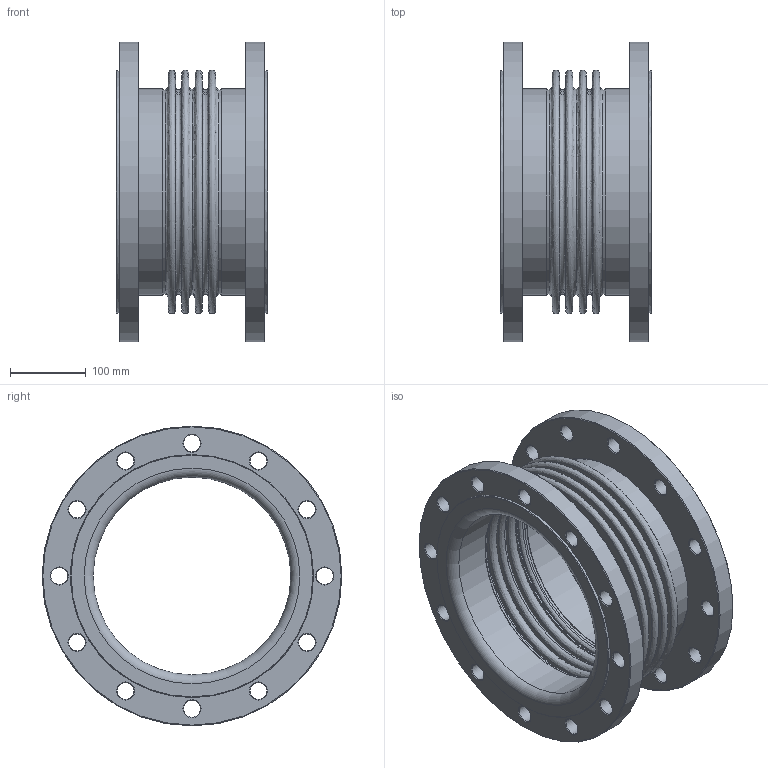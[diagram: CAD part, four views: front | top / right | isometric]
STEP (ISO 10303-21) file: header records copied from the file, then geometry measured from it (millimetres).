
FILE_DESCRIPTION(('HOOPS Exchange Step'),'2;1');
FILE_NAME('KP0500_DN250.stp','2025-11-03T14:16:04+01:00',('nieru'),('Unknown organisation'),'HOOPS Exchange 2024.2','HOOPS Exchange','Unknown authorisation');
FILE_SCHEMA( ('AP203_CONFIGURATION_CONTROLLED_3D_DESIGN_OF_MECHANICAL_PARTS_AND_ASSEMBLIES_MIM_LF') );
Length unit declared in the file: millimetre
Products named in the file (2): 0; root
Assembly tree (1 placements, depth 2):
  root
    0
Bounding box: 200 x 395 x 395 mm (x, y, z)
Volume: 2983887.8 mm3; surface area: 1114316.3 mm2
Topology: 2 solids, 4 shells, 148 faces, 404 edges, 284 vertices
Faces by surface type: cone 58, cylinder 40, plane 28, bspline 18, torus 4
Full cylindrical faces by diameter (mm): 22 x24, 260.4 x2, 261.984 x2, 269.984 x2, 273 x2, 275 x2, 277.899 x2, 320.001 x2, 395 x2
Entity records: 7533 total; most frequent: CARTESIAN_POINT 3406, DIRECTION 936, ORIENTED_EDGE 812, AXIS2_PLACEMENT_3D 419, EDGE_CURVE 406, CIRCLE 286, VERTEX_POINT 284, EDGE_LOOP 226
